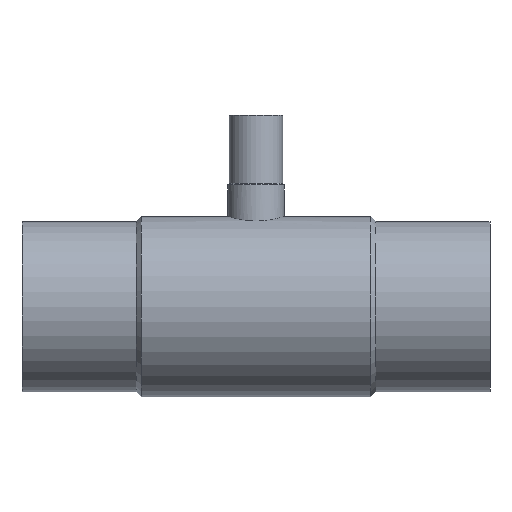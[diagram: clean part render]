
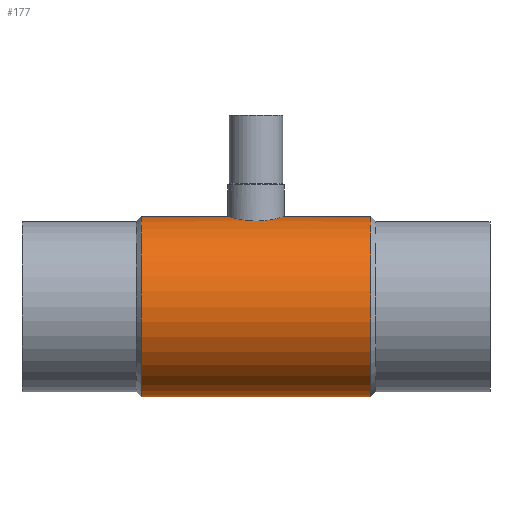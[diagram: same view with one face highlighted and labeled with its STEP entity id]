
A CAD part, top view. The second image highlights one B-rep face of the part: STEP entity #177.
In plain terms, the highlighted cylindrical face has radius 105.95 mm (diameter 211.9 mm), a partial arc.
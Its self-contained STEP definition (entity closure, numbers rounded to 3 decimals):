
#129 = VERTEX_POINT( '', #355 );
#131 = EDGE_CURVE( '', #147, #141, #357, .T. );
#137 = VERTEX_POINT( '', #365 );
#141 = VERTEX_POINT( '', #369 );
#147 = VERTEX_POINT( '', #377 );
#159 = VERTEX_POINT( '', #389 );
#177 = ADVANCED_FACE( '', ( #409 ), #410, .T. );
#183 = VERTEX_POINT( '', #417 );
#191 = EDGE_CURVE( '', #159, #147, #426, .T. );
#231 = EDGE_CURVE( '', #137, #159, #470, .T. );
#271 = EDGE_CURVE( '', #141, #183, #514, .T. );
#299 = EDGE_CURVE( '', #183, #129, #547, .T. );
#301 = EDGE_CURVE( '', #137, #129, #549, .T. );
#355 = CARTESIAN_POINT( '', ( -410.05, 105.95, 0. ) );
#357 = LINE( '', #601, #602 );
#365 = CARTESIAN_POINT( '', ( -410.05, -105.95, 0. ) );
#369 = CARTESIAN_POINT( '', ( -241.6, 105.95, 0. ) );
#377 = CARTESIAN_POINT( '', ( -139.95, 105.95, 0. ) );
#389 = CARTESIAN_POINT( '', ( -139.95, -105.95, 0. ) );
#409 = FACE_OUTER_BOUND( '', #701, .T. );
#410 = CYLINDRICAL_SURFACE( '', #702, 105.95 );
#417 = CARTESIAN_POINT( '', ( -308.4, 105.95, 0. ) );
#426 = CIRCLE( '', #723, 105.95 );
#470 = LINE( '', #781, #782 );
#514 = B_SPLINE_CURVE_WITH_KNOTS( '', 3, ( #938, #939, #940, #941, #942, #943, #944, #945, #946, #947, #948, #949, #950, #951, #952, #953, #954, #955, #956, #957, #958, #959, #960, #961, #962, #963, #964, #965, #966, #967, #968, #969, #970, #971, #972, #973, #974, #975, #976, #977, #978, #979, #980, #981, #982, #983, #984, #985, #986, #987, #988, #989, #990, #991, #992, #993, #994, #995, #996, #997, #998, #999, #1000, #1001, #1002, #1003 ), .UNSPECIFIED., .F., .F., ( 4, 2, 2, 2, 2, 2, 2, 2, 2, 2, 2, 2, 2, 2, 2, 2, 2, 2, 2, 2, 2, 2, 2, 2, 2, 2, 2, 2, 2, 2, 2, 2, 4 ), ( 50.701, 53.869, 57.037, 60.206, 63.374, 66.542, 69.71, 72.879, 76.047, 79.216, 82.386, 85.555, 88.724, 91.894, 95.063, 98.233, 101.402, 104.571, 107.741, 110.91, 114.08, 117.249, 120.418, 123.588, 126.757, 129.925, 133.094, 136.262, 139.43, 142.598, 145.767, 148.935, 152.103 ), .UNSPECIFIED. );
#547 = LINE( '', #1078, #1079 );
#549 = CIRCLE( '', #1082, 105.95 );
#601 = CARTESIAN_POINT( '', ( -275., 105.95, 0. ) );
#602 = VECTOR( '', #1168, 1. );
#701 = EDGE_LOOP( '', ( #1231, #1232, #1233, #1234, #1235, #1236 ) );
#702 = AXIS2_PLACEMENT_3D( '', #1237, #1238, #1239 );
#723 = AXIS2_PLACEMENT_3D( '', #1263, #1264, #1265 );
#781 = CARTESIAN_POINT( '', ( -275., -105.95, 0. ) );
#782 = VECTOR( '', #1309, 1. );
#938 = CARTESIAN_POINT( '', ( -241.6, 105.95, 0. ) );
#939 = CARTESIAN_POINT( '', ( -241.6, 105.95, 1.056 ) );
#940 = CARTESIAN_POINT( '', ( -241.65, 105.934, 2.129 ) );
#941 = CARTESIAN_POINT( '', ( -241.859, 105.869, 4.288 ) );
#942 = CARTESIAN_POINT( '', ( -242.017, 105.819, 5.374 ) );
#943 = CARTESIAN_POINT( '', ( -242.443, 105.687, 7.537 ) );
#944 = CARTESIAN_POINT( '', ( -242.711, 105.605, 8.615 ) );
#945 = CARTESIAN_POINT( '', ( -243.355, 105.409, 10.743 ) );
#946 = CARTESIAN_POINT( '', ( -243.732, 105.297, 11.794 ) );
#947 = CARTESIAN_POINT( '', ( -244.586, 105.046, 13.849 ) );
#948 = CARTESIAN_POINT( '', ( -245.065, 104.908, 14.855 ) );
#949 = CARTESIAN_POINT( '', ( -246.115, 104.613, 16.806 ) );
#950 = CARTESIAN_POINT( '', ( -246.687, 104.456, 17.752 ) );
#951 = CARTESIAN_POINT( '', ( -247.911, 104.131, 19.568 ) );
#952 = CARTESIAN_POINT( '', ( -248.562, 103.963, 20.439 ) );
#953 = CARTESIAN_POINT( '', ( -249.93, 103.624, 22.095 ) );
#954 = CARTESIAN_POINT( '', ( -250.645, 103.453, 22.88 ) );
#955 = CARTESIAN_POINT( '', ( -252.12, 103.116, 24.355 ) );
#956 = CARTESIAN_POINT( '', ( -252.905, 102.944, 25.07 ) );
#957 = CARTESIAN_POINT( '', ( -254.561, 102.601, 26.438 ) );
#958 = CARTESIAN_POINT( '', ( -255.432, 102.43, 27.09 ) );
#959 = CARTESIAN_POINT( '', ( -257.249, 102.099, 28.314 ) );
#960 = CARTESIAN_POINT( '', ( -258.194, 101.938, 28.885 ) );
#961 = CARTESIAN_POINT( '', ( -260.145, 101.635, 29.935 ) );
#962 = CARTESIAN_POINT( '', ( -261.151, 101.492, 30.414 ) );
#963 = CARTESIAN_POINT( '', ( -263.206, 101.232, 31.268 ) );
#964 = CARTESIAN_POINT( '', ( -264.256, 101.115, 31.644 ) );
#965 = CARTESIAN_POINT( '', ( -266.384, 100.911, 32.289 ) );
#966 = CARTESIAN_POINT( '', ( -267.462, 100.824, 32.557 ) );
#967 = CARTESIAN_POINT( '', ( -269.625, 100.685, 32.983 ) );
#968 = CARTESIAN_POINT( '', ( -270.711, 100.633, 33.141 ) );
#969 = CARTESIAN_POINT( '', ( -272.87, 100.564, 33.35 ) );
#970 = CARTESIAN_POINT( '', ( -273.944, 100.548, 33.4 ) );
#971 = CARTESIAN_POINT( '', ( -276.056, 100.548, 33.4 ) );
#972 = CARTESIAN_POINT( '', ( -277.13, 100.564, 33.35 ) );
#973 = CARTESIAN_POINT( '', ( -279.289, 100.633, 33.141 ) );
#974 = CARTESIAN_POINT( '', ( -280.375, 100.685, 32.983 ) );
#975 = CARTESIAN_POINT( '', ( -282.538, 100.824, 32.557 ) );
#976 = CARTESIAN_POINT( '', ( -283.616, 100.911, 32.289 ) );
#977 = CARTESIAN_POINT( '', ( -285.744, 101.115, 31.644 ) );
#978 = CARTESIAN_POINT( '', ( -286.794, 101.232, 31.268 ) );
#979 = CARTESIAN_POINT( '', ( -288.849, 101.492, 30.414 ) );
#980 = CARTESIAN_POINT( '', ( -289.855, 101.635, 29.935 ) );
#981 = CARTESIAN_POINT( '', ( -291.806, 101.938, 28.885 ) );
#982 = CARTESIAN_POINT( '', ( -292.751, 102.099, 28.314 ) );
#983 = CARTESIAN_POINT( '', ( -294.568, 102.43, 27.09 ) );
#984 = CARTESIAN_POINT( '', ( -295.439, 102.601, 26.438 ) );
#985 = CARTESIAN_POINT( '', ( -297.095, 102.944, 25.07 ) );
#986 = CARTESIAN_POINT( '', ( -297.88, 103.116, 24.355 ) );
#987 = CARTESIAN_POINT( '', ( -299.355, 103.453, 22.88 ) );
#988 = CARTESIAN_POINT( '', ( -300.07, 103.624, 22.095 ) );
#989 = CARTESIAN_POINT( '', ( -301.438, 103.963, 20.439 ) );
#990 = CARTESIAN_POINT( '', ( -302.089, 104.131, 19.568 ) );
#991 = CARTESIAN_POINT( '', ( -303.313, 104.456, 17.752 ) );
#992 = CARTESIAN_POINT( '', ( -303.885, 104.613, 16.806 ) );
#993 = CARTESIAN_POINT( '', ( -304.935, 104.908, 14.855 ) );
#994 = CARTESIAN_POINT( '', ( -305.414, 105.046, 13.849 ) );
#995 = CARTESIAN_POINT( '', ( -306.268, 105.297, 11.794 ) );
#996 = CARTESIAN_POINT( '', ( -306.645, 105.409, 10.743 ) );
#997 = CARTESIAN_POINT( '', ( -307.289, 105.605, 8.615 ) );
#998 = CARTESIAN_POINT( '', ( -307.557, 105.687, 7.537 ) );
#999 = CARTESIAN_POINT( '', ( -307.983, 105.819, 5.374 ) );
#1000 = CARTESIAN_POINT( '', ( -308.141, 105.869, 4.288 ) );
#1001 = CARTESIAN_POINT( '', ( -308.35, 105.934, 2.129 ) );
#1002 = CARTESIAN_POINT( '', ( -308.4, 105.95, 1.056 ) );
#1003 = CARTESIAN_POINT( '', ( -308.4, 105.95, 0. ) );
#1078 = CARTESIAN_POINT( '', ( -275., 105.95, 0. ) );
#1079 = VECTOR( '', #1403, 1. );
#1082 = AXIS2_PLACEMENT_3D( '', #1404, #1405, #1406 );
#1168 = DIRECTION( '', ( -1., 0., 0. ) );
#1231 = ORIENTED_EDGE( '', *, *, #131, .T. );
#1232 = ORIENTED_EDGE( '', *, *, #271, .T. );
#1233 = ORIENTED_EDGE( '', *, *, #299, .T. );
#1234 = ORIENTED_EDGE( '', *, *, #301, .F. );
#1235 = ORIENTED_EDGE( '', *, *, #231, .T. );
#1236 = ORIENTED_EDGE( '', *, *, #191, .T. );
#1237 = CARTESIAN_POINT( '', ( -275., 0., 0. ) );
#1238 = DIRECTION( '', ( 1., 0., 0. ) );
#1239 = DIRECTION( '', ( 0., 1., 0. ) );
#1263 = CARTESIAN_POINT( '', ( -139.95, 0., 0. ) );
#1264 = DIRECTION( '', ( -1., 0., 0. ) );
#1265 = DIRECTION( '', ( 0., 1., 0. ) );
#1309 = DIRECTION( '', ( 1., 0., 0. ) );
#1403 = DIRECTION( '', ( -1., 0., 0. ) );
#1404 = CARTESIAN_POINT( '', ( -410.05, 0., 0. ) );
#1405 = DIRECTION( '', ( -1., 0., 0. ) );
#1406 = DIRECTION( '', ( 0., 1., 0. ) );
